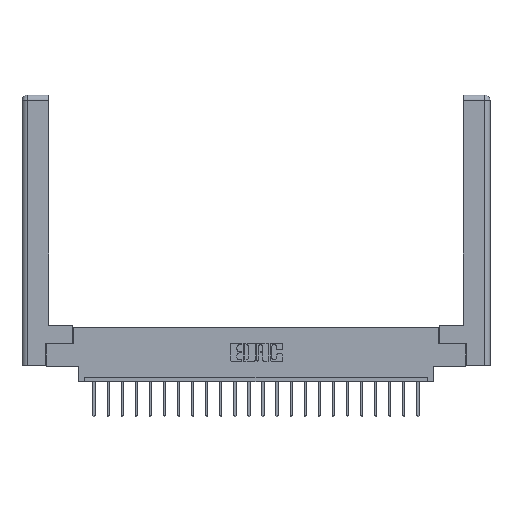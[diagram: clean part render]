
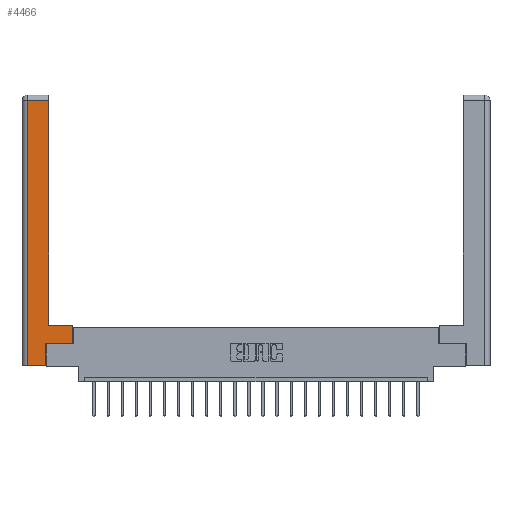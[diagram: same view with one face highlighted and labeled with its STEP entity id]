
A CAD part, top view. The second image highlights one B-rep face of the part: STEP entity #4466.
In plain terms, the highlighted planar face has unit normal (0, 0, 1).
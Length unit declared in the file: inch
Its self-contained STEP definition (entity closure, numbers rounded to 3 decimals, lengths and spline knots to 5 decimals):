
#309 = CARTESIAN_POINT ( 'NONE',  ( 0.295, 0.45, 0. ) ) ;
#367 = ORIENTED_EDGE ( 'NONE', *, *, #13770, .T. ) ;
#630 = VERTEX_POINT ( 'NONE', #6955 ) ;
#692 = CARTESIAN_POINT ( 'NONE',  ( 0.565, 0.45, 0. ) ) ;
#737 = DIRECTION ( 'NONE',  ( 1., 0., 0. ) ) ;
#1493 = VERTEX_POINT ( 'NONE', #13911 ) ;
#1512 = VECTOR ( 'NONE', #737, 39.37008 ) ;
#1962 = DIRECTION ( 'NONE',  ( 0., 1., 0. ) ) ;
#2374 = VERTEX_POINT ( 'NONE', #13779 ) ;
#3785 = EDGE_CURVE ( 'NONE', #12728, #8719, #11221, .T. ) ;
#4206 = CARTESIAN_POINT ( 'NONE',  ( 0.265, 0., 0. ) ) ;
#4436 = VECTOR ( 'NONE', #11799, 39.37008 ) ;
#4466 = ADVANCED_FACE ( 'NONE', ( #14248 ), #12433, .F. ) ;
#4558 = CARTESIAN_POINT ( 'NONE',  ( 0.0615, 2.94, 0. ) ) ;
#4916 = ORIENTED_EDGE ( 'NONE', *, *, #16797, .T. ) ;
#5263 = CARTESIAN_POINT ( 'NONE',  ( 0.565, 0.245, 0. ) ) ;
#5444 = VERTEX_POINT ( 'NONE', #8706 ) ;
#5464 = VERTEX_POINT ( 'NONE', #16384 ) ;
#5971 = VECTOR ( 'NONE', #22159, 39.37008 ) ;
#6282 = EDGE_CURVE ( 'NONE', #2374, #1493, #12207, .T. ) ;
#6955 = CARTESIAN_POINT ( 'NONE',  ( 0.295, 0.45, 0. ) ) ;
#6962 = DIRECTION ( 'NONE',  ( 0., 0., -1. ) ) ;
#7495 = DIRECTION ( 'NONE',  ( -1., 0., 0. ) ) ;
#8339 = LINE ( 'NONE', #5263, #12220 ) ;
#8706 = CARTESIAN_POINT ( 'NONE',  ( 0.0615, 0., 0. ) ) ;
#8719 = VERTEX_POINT ( 'NONE', #16168 ) ;
#9121 = LINE ( 'NONE', #22437, #4436 ) ;
#9694 = ORIENTED_EDGE ( 'NONE', *, *, #16297, .T. ) ;
#11221 = LINE ( 'NONE', #4558, #5971 ) ;
#11799 = DIRECTION ( 'NONE',  ( 0., 1., 0. ) ) ;
#12207 = LINE ( 'NONE', #692, #18894 ) ;
#12220 = VECTOR ( 'NONE', #17656, 39.37008 ) ;
#12267 = EDGE_CURVE ( 'NONE', #630, #12728, #9121, .T. ) ;
#12433 = PLANE ( 'NONE',  #15041 ) ;
#12463 = ORIENTED_EDGE ( 'NONE', *, *, #18450, .T. ) ;
#12509 = CARTESIAN_POINT ( 'NONE',  ( 0.265, 0., 0. ) ) ;
#12728 = VERTEX_POINT ( 'NONE', #13843 ) ;
#13055 = VERTEX_POINT ( 'NONE', #12509 ) ;
#13726 = CARTESIAN_POINT ( 'NONE',  ( 0.0615, 0., 0. ) ) ;
#13770 = EDGE_CURVE ( 'NONE', #5464, #2374, #8339, .T. ) ;
#13779 = CARTESIAN_POINT ( 'NONE',  ( 0.565, 0.245, 0. ) ) ;
#13843 = CARTESIAN_POINT ( 'NONE',  ( 0.295, 2.94, 0. ) ) ;
#13911 = CARTESIAN_POINT ( 'NONE',  ( 0.565, 0.45, 0. ) ) ;
#14063 = VECTOR ( 'NONE', #7495, 39.37008 ) ;
#14248 = FACE_OUTER_BOUND ( 'NONE', #19217, .T. ) ;
#15041 = AXIS2_PLACEMENT_3D ( 'NONE', #21257, #6962, #16101 ) ;
#15431 = VECTOR ( 'NONE', #1962, 39.37008 ) ;
#16101 = DIRECTION ( 'NONE',  ( -1., 0., 0. ) ) ;
#16168 = CARTESIAN_POINT ( 'NONE',  ( 0.0615, 2.94, 0. ) ) ;
#16264 = LINE ( 'NONE', #13726, #17940 ) ;
#16297 = EDGE_CURVE ( 'NONE', #1493, #630, #17981, .T. ) ;
#16384 = CARTESIAN_POINT ( 'NONE',  ( 0.265, 0.245, 0. ) ) ;
#16613 = ORIENTED_EDGE ( 'NONE', *, *, #12267, .T. ) ;
#16797 = EDGE_CURVE ( 'NONE', #13055, #5464, #20465, .T. ) ;
#17656 = DIRECTION ( 'NONE',  ( 1., 0., 0. ) ) ;
#17924 = CARTESIAN_POINT ( 'NONE',  ( 0.265, 0.245, 0. ) ) ;
#17940 = VECTOR ( 'NONE', #20907, 39.37008 ) ;
#17981 = LINE ( 'NONE', #309, #14063 ) ;
#18450 = EDGE_CURVE ( 'NONE', #5444, #13055, #20661, .T. ) ;
#18894 = VECTOR ( 'NONE', #22139, 39.37008 ) ;
#19138 = ORIENTED_EDGE ( 'NONE', *, *, #22466, .T. ) ;
#19217 = EDGE_LOOP ( 'NONE', ( #16613, #20660, #19138, #12463, #4916, #367, #19674, #9694 ) ) ;
#19674 = ORIENTED_EDGE ( 'NONE', *, *, #6282, .T. ) ;
#20465 = LINE ( 'NONE', #17924, #15431 ) ;
#20660 = ORIENTED_EDGE ( 'NONE', *, *, #3785, .T. ) ;
#20661 = LINE ( 'NONE', #4206, #1512 ) ;
#20907 = DIRECTION ( 'NONE',  ( 0., -1., 0. ) ) ;
#21257 = CARTESIAN_POINT ( 'NONE',  ( 0., 0., 0. ) ) ;
#22139 = DIRECTION ( 'NONE',  ( 0., 1., 0. ) ) ;
#22159 = DIRECTION ( 'NONE',  ( -1., 0., 0. ) ) ;
#22437 = CARTESIAN_POINT ( 'NONE',  ( 0.295, 3., 0. ) ) ;
#22466 = EDGE_CURVE ( 'NONE', #8719, #5444, #16264, .T. ) ;
